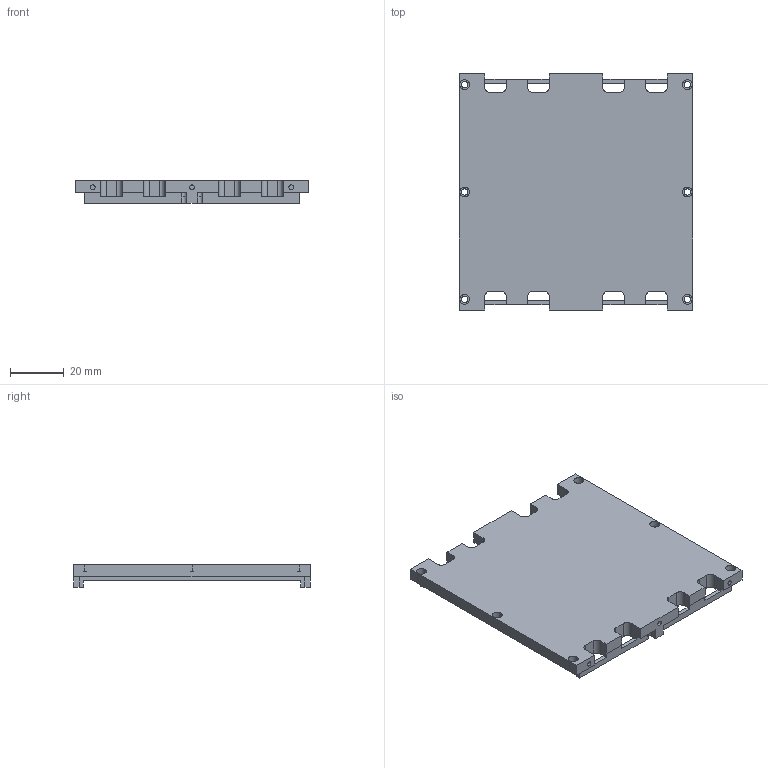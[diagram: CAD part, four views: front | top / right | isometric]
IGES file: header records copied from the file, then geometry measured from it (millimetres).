
Start section:  PTC IGES file: quad_endplate_2.igs
Global section: file name: 44Hquad_endplate_2.igs; native system: Pro/ENGINEER by Parametric Technology Corporation; preprocessor: 2004090; author: ghiorso; organization: Unknown; date: 060215.224014; units: millimetre
Bounding box: 87 x 88 x 8.5 mm (x, y, z)
Surface area: 18292 mm2 (no closed solid volume)
Topology: 0 solids, 0 shells, 142 faces, 832 edges, 832 vertices
Faces by surface type: bspline 86, revolution 56
